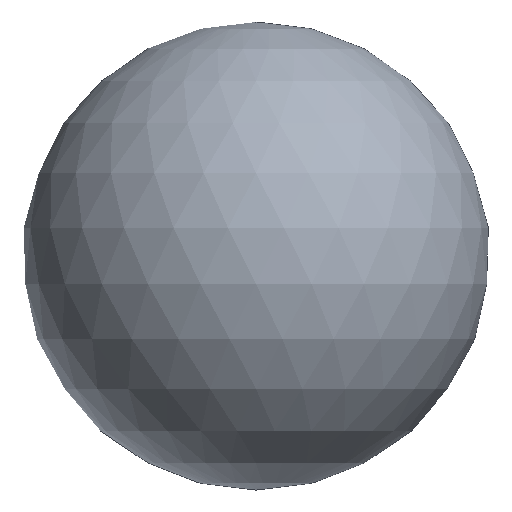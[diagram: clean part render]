
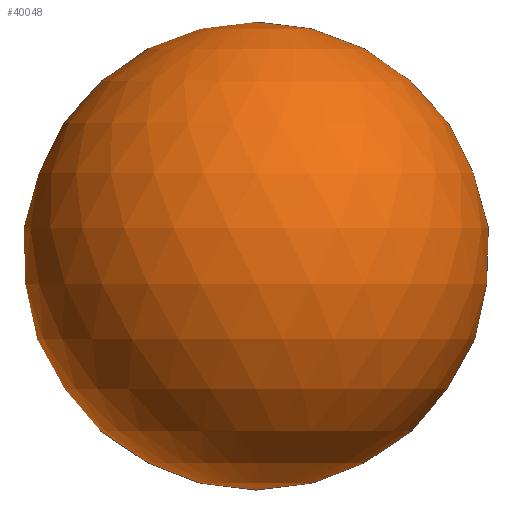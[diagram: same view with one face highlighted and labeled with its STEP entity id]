
A CAD part, left-side view. The second image highlights one B-rep face of the part: STEP entity #40048.
In plain terms, the highlighted spherical face has radius 500 mm.
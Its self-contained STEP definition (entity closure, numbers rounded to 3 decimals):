
#40035=CARTESIAN_POINT('',(0.,0.,0.));
#40036=DIRECTION('',(0.,0.,1.));
#40037=DIRECTION('',(1.,0.,0.));
#40038=AXIS2_PLACEMENT_3D('',#40035,#40036,#40037);
#40039=SPHERICAL_SURFACE('',#40038,500.);
#40040=CARTESIAN_POINT('',(0,0.,-500.));
#40041=VERTEX_POINT('',#40040);
#40042=VERTEX_LOOP('',#40041);
#40043=CARTESIAN_POINT('',(0,0.,500.));
#40044=VERTEX_POINT('',#40043);
#40045=VERTEX_LOOP('',#40044);
#40046=FACE_BOUND('',#40042,.T.);
#40047=FACE_BOUND('',#40045,.T.);
#40048=ADVANCED_FACE('',(#40046,#40047),#40039,.T.);
